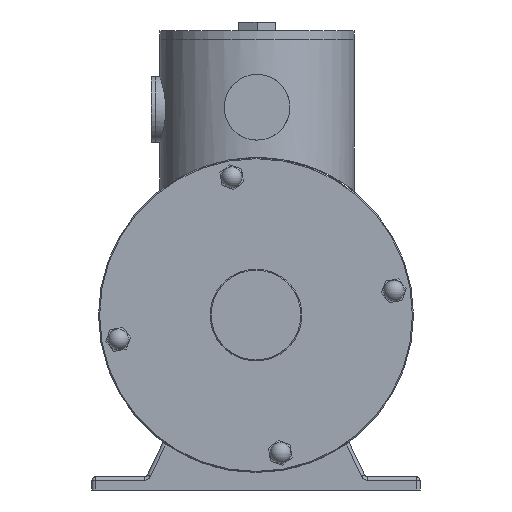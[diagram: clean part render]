
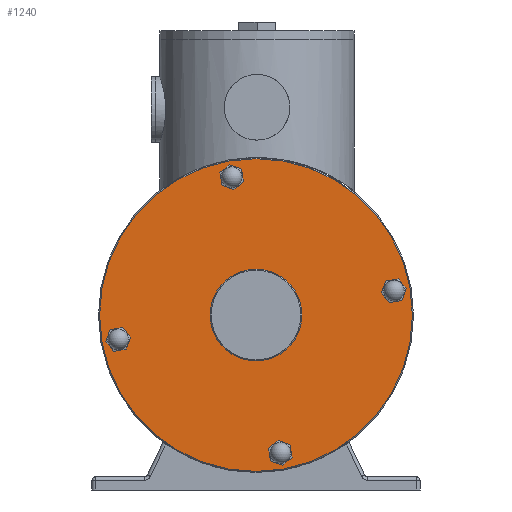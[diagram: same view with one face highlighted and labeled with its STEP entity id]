
A CAD part, front view. The second image highlights one B-rep face of the part: STEP entity #1240.
In plain terms, the highlighted planar face has unit normal (0, -1, 0).
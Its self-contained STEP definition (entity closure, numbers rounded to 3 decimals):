
#1240=ADVANCED_FACE('', (#1250,#1260,#1270,#1280,#1290,#1300), #1310, 
.T.);
#12970=AXIS2_PLACEMENT_3D('Ax2Pl3d', #12980, #12990, #13000);
#13130=AXIS2_PLACEMENT_3D('Ax2Pl3d', #13140, #13150, #13160);
#13290=AXIS2_PLACEMENT_3D('Ax2Pl3d', #13300, #13310, #13320);
#13450=AXIS2_PLACEMENT_3D('Ax2Pl3d', #13460, #13470, #13480);
#14730=AXIS2_PLACEMENT_3D('Ax2Pl3d', #14740, #14750, #14760);
#14770=AXIS2_PLACEMENT_3D('Ax2Pl3d', #14780, #14790, #14800);
#14810=AXIS2_PLACEMENT_3D('Ax2Pl3d', #14820, #14830, #14840);
#12980=CARTESIAN_POINT('HicPkt', (230.399,-136.698,
33.975));
#83580=CARTESIAN_POINT('', (230.399,-136.698,37.225))
;
#13140=CARTESIAN_POINT('HicPkt', (304.541,-136.698,
-17.939));
#83670=CARTESIAN_POINT('', (304.541,-136.698,-14.689))
;
#13300=CARTESIAN_POINT('HicPkt', (252.626,-136.698,
-92.08));
#83760=CARTESIAN_POINT('', (252.626,-136.698,-88.83)
);
#13460=CARTESIAN_POINT('HicPkt', (178.485,-136.698,
-40.166));
#83850=CARTESIAN_POINT('', (178.485,-136.698,-36.916)
);
#14740=CARTESIAN_POINT('HicPkt', (170.013,-136.698,
-29.053));
#14780=CARTESIAN_POINT('HicPkt', (241.513,-136.698,
-29.053));
#84110=CARTESIAN_POINT('', (170.013,-136.698,
-29.053));
#14820=CARTESIAN_POINT('HicPkt', (241.513,-136.698,
-29.053));
#84120=CARTESIAN_POINT('', (220.513,-136.698,-29.053)
);
#90040=CIRCLE('Circle', #12970, 3.25);
#90070=CIRCLE('Circle', #13130, 3.25);
#90100=CIRCLE('Circle', #13290, 3.25);
#90130=CIRCLE('Circle', #13450, 3.25);
#90380=CIRCLE('Circle', #14770, 71.5);
#90390=CIRCLE('Circle', #14810, 21.);
#12990=DIRECTION('Axis', (0.,-1.,
0.));
#13000=DIRECTION('RefDirection', (0.,
0.,-1.));
#13150=DIRECTION('Axis', (0.,-1.,
0.));
#13160=DIRECTION('RefDirection', (0.,
0.,-1.));
#13310=DIRECTION('Axis', (0.,-1.,
0.));
#13320=DIRECTION('RefDirection', (0.,
0.,-1.));
#13470=DIRECTION('Axis', (0.,-1.,
0.));
#13480=DIRECTION('RefDirection', (0.,
0.,-1.));
#14750=DIRECTION('Axis', (0.,-1.,
0.));
#14760=DIRECTION('RefDirection', (0.,
0.,-1.));
#14790=DIRECTION('Axis', (0.,1.,0.))
;
#14800=DIRECTION('RefDirection', (0.,
0.,-1.));
#14830=DIRECTION('Axis', (0.,1.,0.))
;
#14840=DIRECTION('RefDirection', (0.,
0.,-1.));
#112780=EDGE_CURVE('', #112790, #112790, #90040, .T.);
#112960=EDGE_CURVE('', #112970, #112970, #90070, .T.);
#113140=EDGE_CURVE('', #113150, #113150, #90100, .T.);
#113320=EDGE_CURVE('', #113330, #113330, #90130, .T.);
#113930=EDGE_CURVE('', #113940, #113940, #90380, .T.);
#113950=EDGE_CURVE('', #113960, #113960, #90390, .T.);
#126310=EDGE_LOOP('Edge_loop', (#126320));
#126330=EDGE_LOOP('Edge_loop', (#126340));
#126350=EDGE_LOOP('Edge_loop', (#126360));
#126370=EDGE_LOOP('Edge_loop', (#126380));
#126390=EDGE_LOOP('Edge_loop', (#126400));
#126410=EDGE_LOOP('Edge_loop', (#126420));
#1260=FACE_BOUND('', #126330, .T.);
#1270=FACE_BOUND('', #126350, .T.);
#1280=FACE_BOUND('', #126370, .T.);
#1290=FACE_BOUND('', #126390, .T.);
#1300=FACE_BOUND('', #126410, .T.);
#1250=FACE_OUTER_BOUND('Face_outer_bound', #126310, .T.);
#126320=ORIENTED_EDGE('', *, *, #113930, .F.);
#126340=ORIENTED_EDGE('', *, *, #112780, .F.);
#126360=ORIENTED_EDGE('', *, *, #113950, .T.);
#126380=ORIENTED_EDGE('', *, *, #113320, .F.);
#126400=ORIENTED_EDGE('', *, *, #113140, .F.);
#126420=ORIENTED_EDGE('', *, *, #112960, .F.);
#1310=PLANE('Plane', #14730);
#112790=VERTEX_POINT('', #83580);
#112970=VERTEX_POINT('', #83670);
#113150=VERTEX_POINT('', #83760);
#113330=VERTEX_POINT('', #83850);
#113940=VERTEX_POINT('', #84110);
#113960=VERTEX_POINT('', #84120);
